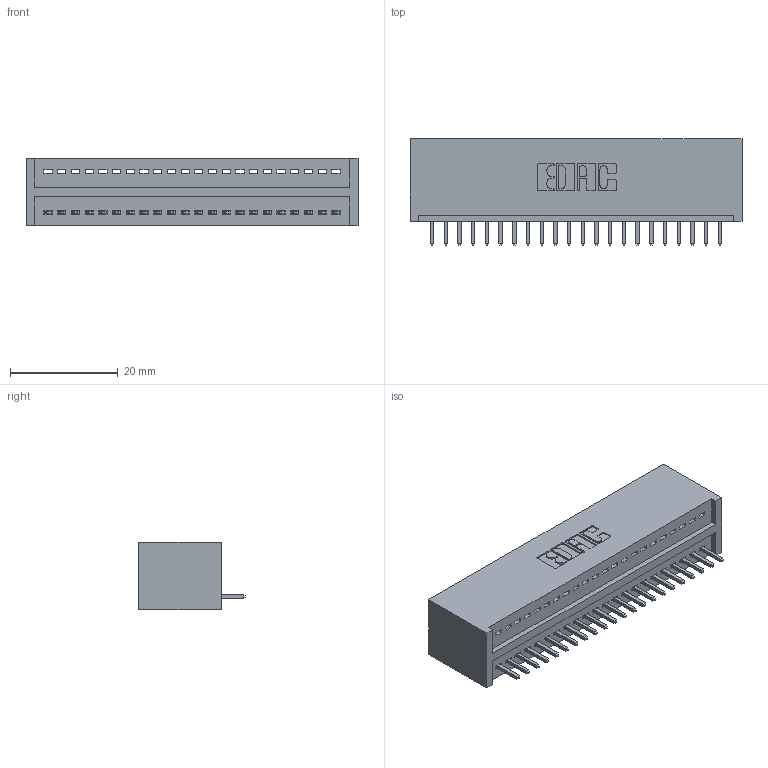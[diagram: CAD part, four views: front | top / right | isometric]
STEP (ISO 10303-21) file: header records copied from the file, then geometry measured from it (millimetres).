
FILE_DESCRIPTION (( 'STEP AP203' ), '1' );
FILE_NAME ('325-022-520-101.STEP', '2020-02-24T17:24:30', ( '' ), ( '' ), 'SwSTEP 2.0', 'SolidWorks 2016', '' );
FILE_SCHEMA (( 'CONFIG_CONTROL_DESIGN' ));
Length unit declared in the file: inch
Products named in the file (3): 325-292-001_325-293-120; 325 Part_Lugless; 325-022-520-101
Assembly tree (23 placements, depth 2):
  325-022-520-101
    325 Part_Lugless
    325-292-001_325-293-120  x22
Bounding box: 61.52 x 19.68 x 12.45 mm (x, y, z)
Volume: 8167.3 mm3; surface area: 8842.6 mm2
Topology: 23 solids, 23 shells, 1382 faces, 4159 edges, 2742 vertices
Faces by surface type: plane 990, cylinder 392
Entity records: 15777 total; most frequent: CARTESIAN_POINT 2732, ORIENTED_EDGE 2690, DIRECTION 2337, EDGE_CURVE 1345, LINE 1225, VECTOR 1225, VERTEX_POINT 894, AXIS2_PLACEMENT_3D 556
